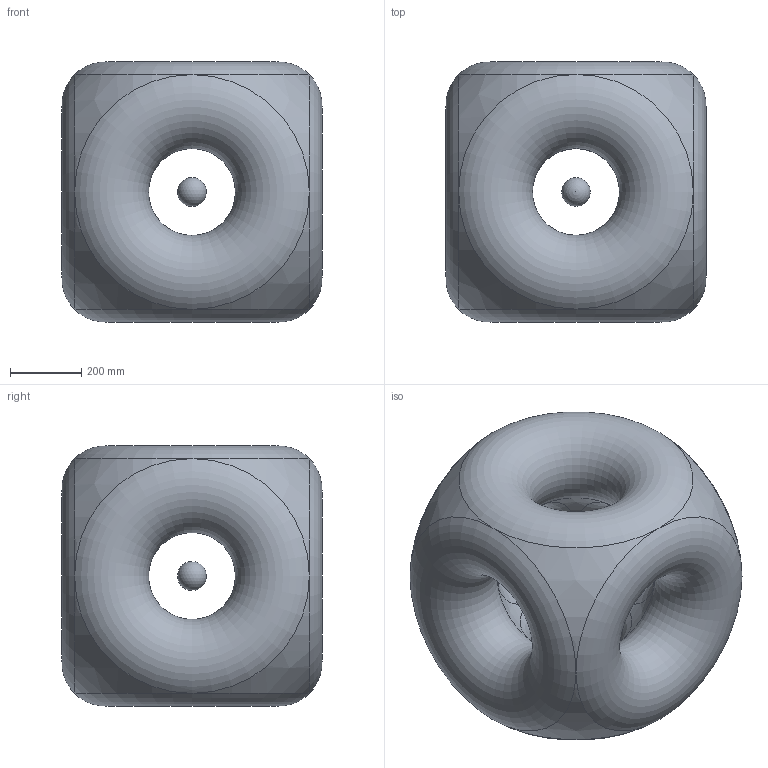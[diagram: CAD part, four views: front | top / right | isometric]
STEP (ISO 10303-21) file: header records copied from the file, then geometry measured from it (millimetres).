
FILE_DESCRIPTION (( 'STEP AP214' ), '1' );
FILE_NAME ('P?T?.T?PDL?.????????????????????N???????????????????N???????N??????????????N???????N???????????????????N???????????????????.SLDPRT.STEP', '2021-12-02T11:23:12', ( ' ' ), ( '' ), 'SwSTEP 2.0', 'SolidWorks 2020', '' );
FILE_SCHEMA (( 'AUTOMOTIVE_DESIGN' ));
Length unit declared in the file: millimetre
Products named in the file (1): P?T?.T?PDL?.????????????????????N???????????????????N???????N??????????????N???????N???????????????????N???????????????????.SLDPRT
Bounding box: 728.69 x 728.69 x 728.86 mm (x, y, z)
Volume: 152942872.4 mm3; surface area: 15675117.9 mm2
Topology: 10 solids, 18 shells, 207 faces, 513 edges, 234 vertices
Faces by surface type: sphere 153, torus 54
Entity records: 5809 total; most frequent: DIRECTION 1280, ORIENTED_EDGE 864, CARTESIAN_POINT 856, AXIS2_PLACEMENT_3D 640, EDGE_CURVE 432, CIRCLE 432, FACE_OUTER_BOUND 252, EDGE_LOOP 252
